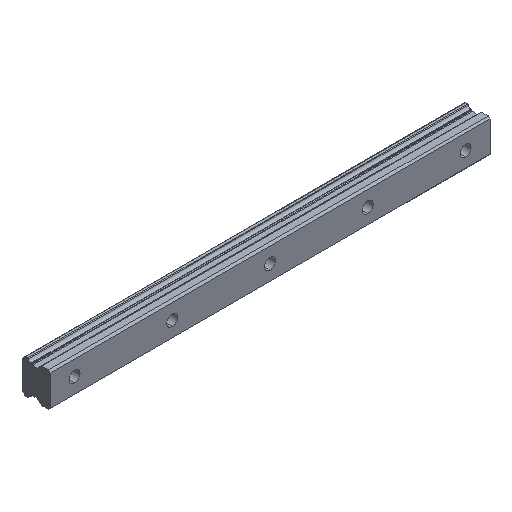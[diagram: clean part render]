
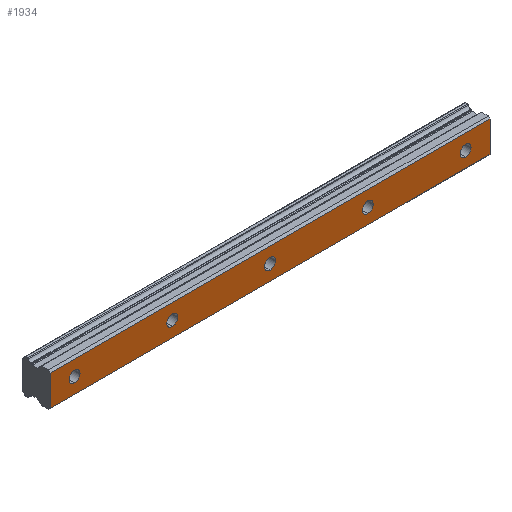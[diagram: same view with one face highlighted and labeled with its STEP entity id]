
A CAD part, isometric view. The second image highlights one B-rep face of the part: STEP entity #1934.
In plain terms, the highlighted planar face has unit normal (0, -1, 0).
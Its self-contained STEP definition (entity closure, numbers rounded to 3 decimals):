
#5 = CIRCLE ( 'NONE', #380, 4.5 ) ;
#19 = DIRECTION ( 'NONE',  ( 0., -1., 0. ) ) ;
#30 = DIRECTION ( 'NONE',  ( 0., 1., 0. ) ) ;
#38 = VERTEX_POINT ( 'NONE', #323 ) ;
#59 = CARTESIAN_POINT ( 'NONE',  ( -20., 0., -12.5 ) ) ;
#67 = CARTESIAN_POINT ( 'NONE',  ( -20., 0., 12.5 ) ) ;
#73 = EDGE_CURVE ( 'NONE', #120, #1760, #5, .T. ) ;
#78 = EDGE_CURVE ( 'NONE', #1760, #120, #436, .T. ) ;
#79 = VERTEX_POINT ( 'NONE', #2007 ) ;
#80 = CARTESIAN_POINT ( 'NONE',  ( 80., 0., -4.5 ) ) ;
#83 = VECTOR ( 'NONE', #1000, 1000. ) ;
#105 = EDGE_CURVE ( 'NONE', #1106, #1275, #1348, .T. ) ;
#118 = VERTEX_POINT ( 'NONE', #80 ) ;
#120 = VERTEX_POINT ( 'NONE', #406 ) ;
#138 = LINE ( 'NONE', #1222, #1861 ) ;
#209 = CARTESIAN_POINT ( 'NONE',  ( 320., 0., 0. ) ) ;
#234 = AXIS2_PLACEMENT_3D ( 'NONE', #1927, #1122, #327 ) ;
#277 = CARTESIAN_POINT ( 'NONE',  ( 80., 0., 0. ) ) ;
#283 = EDGE_LOOP ( 'NONE', ( #1148, #1227, #1583, #1378 ) ) ;
#323 = CARTESIAN_POINT ( 'NONE',  ( 320., 0., 4.5 ) ) ;
#327 = DIRECTION ( 'NONE',  ( 0., 0., 1. ) ) ;
#333 = FACE_BOUND ( 'NONE', #580, .T. ) ;
#345 = FACE_OUTER_BOUND ( 'NONE', #283, .T. ) ;
#362 = DIRECTION ( 'NONE',  ( 0., 0., 1. ) ) ;
#380 = AXIS2_PLACEMENT_3D ( 'NONE', #779, #815, #1094 ) ;
#402 = AXIS2_PLACEMENT_3D ( 'NONE', #1408, #19, #455 ) ;
#404 = DIRECTION ( 'NONE',  ( 0., 0., 1. ) ) ;
#406 = CARTESIAN_POINT ( 'NONE',  ( 0., 0., -4.5 ) ) ;
#416 = VERTEX_POINT ( 'NONE', #486 ) ;
#419 = DIRECTION ( 'NONE',  ( 0., 0., 1. ) ) ;
#424 = CARTESIAN_POINT ( 'NONE',  ( 0., 0., 0. ) ) ;
#429 = DIRECTION ( 'NONE',  ( 0., 0., 1. ) ) ;
#436 = CIRCLE ( 'NONE', #904, 4.5 ) ;
#444 = AXIS2_PLACEMENT_3D ( 'NONE', #1992, #1196, #404 ) ;
#455 = DIRECTION ( 'NONE',  ( 0., 0., 1. ) ) ;
#460 = DIRECTION ( 'NONE',  ( 0., -1., 0. ) ) ;
#486 = CARTESIAN_POINT ( 'NONE',  ( 80., 0., 4.5 ) ) ;
#495 = EDGE_LOOP ( 'NONE', ( #980, #1215 ) ) ;
#506 = CARTESIAN_POINT ( 'NONE',  ( 240., 0., -4.5 ) ) ;
#516 = CIRCLE ( 'NONE', #444, 4.5 ) ;
#517 = EDGE_CURVE ( 'NONE', #79, #1059, #516, .T. ) ;
#518 = DIRECTION ( 'NONE',  ( 0., -1., 0. ) ) ;
#523 = PLANE ( 'NONE',  #1635 ) ;
#531 = FACE_BOUND ( 'NONE', #791, .T. ) ;
#534 = CIRCLE ( 'NONE', #1007, 4.5 ) ;
#580 = EDGE_LOOP ( 'NONE', ( #1476, #1376 ) ) ;
#588 = AXIS2_PLACEMENT_3D ( 'NONE', #614, #1255, #1896 ) ;
#603 = DIRECTION ( 'NONE',  ( 0., -1., 0. ) ) ;
#609 = EDGE_CURVE ( 'NONE', #1275, #1179, #138, .T. ) ;
#614 = CARTESIAN_POINT ( 'NONE',  ( 240., 0., 0. ) ) ;
#638 = EDGE_CURVE ( 'NONE', #416, #118, #890, .T. ) ;
#643 = DIRECTION ( 'NONE',  ( 0., 0., 1. ) ) ;
#663 = EDGE_CURVE ( 'NONE', #1544, #1106, #1080, .T. ) ;
#677 = LINE ( 'NONE', #1835, #83 ) ;
#701 = DIRECTION ( 'NONE',  ( 0., -1., 0. ) ) ;
#739 = VECTOR ( 'NONE', #1986, 1000. ) ;
#741 = DIRECTION ( 'NONE',  ( 0., -1., 0. ) ) ;
#751 = EDGE_CURVE ( 'NONE', #1059, #79, #1058, .T. ) ;
#759 = ORIENTED_EDGE ( 'NONE', *, *, #1846, .F. ) ;
#762 = EDGE_CURVE ( 'NONE', #118, #416, #1257, .T. ) ;
#779 = CARTESIAN_POINT ( 'NONE',  ( 0., 0., 0. ) ) ;
#791 = EDGE_LOOP ( 'NONE', ( #759, #911 ) ) ;
#815 = DIRECTION ( 'NONE',  ( 0., -1., 0. ) ) ;
#823 = CARTESIAN_POINT ( 'NONE',  ( 340., 0., 12.5 ) ) ;
#844 = EDGE_CURVE ( 'NONE', #1338, #1336, #1129, .T. ) ;
#857 = VERTEX_POINT ( 'NONE', #1303 ) ;
#890 = CIRCLE ( 'NONE', #1329, 4.5 ) ;
#904 = AXIS2_PLACEMENT_3D ( 'NONE', #424, #701, #1061 ) ;
#911 = ORIENTED_EDGE ( 'NONE', *, *, #844, .F. ) ;
#929 = CARTESIAN_POINT ( 'NONE',  ( 160., 0., -4.5 ) ) ;
#980 = ORIENTED_EDGE ( 'NONE', *, *, #517, .F. ) ;
#1000 = DIRECTION ( 'NONE',  ( 0., 0., -1. ) ) ;
#1007 = AXIS2_PLACEMENT_3D ( 'NONE', #1205, #603, #419 ) ;
#1058 = CIRCLE ( 'NONE', #588, 4.5 ) ;
#1059 = VERTEX_POINT ( 'NONE', #506 ) ;
#1061 = DIRECTION ( 'NONE',  ( 0., 0., 1. ) ) ;
#1073 = EDGE_CURVE ( 'NONE', #1179, #1544, #677, .T. ) ;
#1080 = LINE ( 'NONE', #1422, #1223 ) ;
#1085 = CARTESIAN_POINT ( 'NONE',  ( 0., 0., 4.5 ) ) ;
#1094 = DIRECTION ( 'NONE',  ( 0., 0., 1. ) ) ;
#1101 = EDGE_CURVE ( 'NONE', #857, #38, #1685, .T. ) ;
#1106 = VERTEX_POINT ( 'NONE', #59 ) ;
#1122 = DIRECTION ( 'NONE',  ( 0., -1., 0. ) ) ;
#1128 = FACE_BOUND ( 'NONE', #495, .T. ) ;
#1129 = CIRCLE ( 'NONE', #234, 4.5 ) ;
#1141 = FACE_BOUND ( 'NONE', #1390, .T. ) ;
#1148 = ORIENTED_EDGE ( 'NONE', *, *, #663, .F. ) ;
#1179 = VERTEX_POINT ( 'NONE', #1979 ) ;
#1196 = DIRECTION ( 'NONE',  ( 0., -1., 0. ) ) ;
#1205 = CARTESIAN_POINT ( 'NONE',  ( 320., 0., 0. ) ) ;
#1215 = ORIENTED_EDGE ( 'NONE', *, *, #751, .F. ) ;
#1222 = CARTESIAN_POINT ( 'NONE',  ( 340., 0., 12.5 ) ) ;
#1223 = VECTOR ( 'NONE', #1720, 1000. ) ;
#1224 = EDGE_CURVE ( 'NONE', #38, #857, #534, .T. ) ;
#1227 = ORIENTED_EDGE ( 'NONE', *, *, #1073, .F. ) ;
#1248 = AXIS2_PLACEMENT_3D ( 'NONE', #209, #518, #362 ) ;
#1255 = DIRECTION ( 'NONE',  ( 0., -1., 0. ) ) ;
#1257 = CIRCLE ( 'NONE', #1929, 4.5 ) ;
#1261 = ORIENTED_EDGE ( 'NONE', *, *, #78, .F. ) ;
#1268 = DIRECTION ( 'NONE',  ( 0., 0., 1. ) ) ;
#1275 = VERTEX_POINT ( 'NONE', #1845 ) ;
#1303 = CARTESIAN_POINT ( 'NONE',  ( 320., 0., -4.5 ) ) ;
#1329 = AXIS2_PLACEMENT_3D ( 'NONE', #277, #460, #429 ) ;
#1336 = VERTEX_POINT ( 'NONE', #1719 ) ;
#1338 = VERTEX_POINT ( 'NONE', #929 ) ;
#1348 = LINE ( 'NONE', #67, #739 ) ;
#1376 = ORIENTED_EDGE ( 'NONE', *, *, #1101, .F. ) ;
#1378 = ORIENTED_EDGE ( 'NONE', *, *, #105, .F. ) ;
#1389 = EDGE_LOOP ( 'NONE', ( #1888, #1730 ) ) ;
#1390 = EDGE_LOOP ( 'NONE', ( #1261, #1536 ) ) ;
#1399 = CIRCLE ( 'NONE', #402, 4.5 ) ;
#1408 = CARTESIAN_POINT ( 'NONE',  ( 160., 0., 0. ) ) ;
#1422 = CARTESIAN_POINT ( 'NONE',  ( 340., 0., -12.5 ) ) ;
#1476 = ORIENTED_EDGE ( 'NONE', *, *, #1224, .F. ) ;
#1536 = ORIENTED_EDGE ( 'NONE', *, *, #73, .F. ) ;
#1544 = VERTEX_POINT ( 'NONE', #1825 ) ;
#1578 = CARTESIAN_POINT ( 'NONE',  ( 80., 0., 0. ) ) ;
#1583 = ORIENTED_EDGE ( 'NONE', *, *, #609, .F. ) ;
#1605 = FACE_BOUND ( 'NONE', #1389, .T. ) ;
#1635 = AXIS2_PLACEMENT_3D ( 'NONE', #823, #30, #643 ) ;
#1685 = CIRCLE ( 'NONE', #1248, 4.5 ) ;
#1719 = CARTESIAN_POINT ( 'NONE',  ( 160., 0., 4.5 ) ) ;
#1720 = DIRECTION ( 'NONE',  ( -1., 0., 0. ) ) ;
#1730 = ORIENTED_EDGE ( 'NONE', *, *, #762, .F. ) ;
#1760 = VERTEX_POINT ( 'NONE', #1085 ) ;
#1825 = CARTESIAN_POINT ( 'NONE',  ( 340., 0., -12.5 ) ) ;
#1835 = CARTESIAN_POINT ( 'NONE',  ( 340., 0., 12.5 ) ) ;
#1845 = CARTESIAN_POINT ( 'NONE',  ( -20., 0., 12.5 ) ) ;
#1846 = EDGE_CURVE ( 'NONE', #1336, #1338, #1399, .T. ) ;
#1861 = VECTOR ( 'NONE', #2044, 1000. ) ;
#1888 = ORIENTED_EDGE ( 'NONE', *, *, #638, .F. ) ;
#1896 = DIRECTION ( 'NONE',  ( 0., 0., 1. ) ) ;
#1927 = CARTESIAN_POINT ( 'NONE',  ( 160., 0., 0. ) ) ;
#1929 = AXIS2_PLACEMENT_3D ( 'NONE', #1578, #741, #1268 ) ;
#1934 = ADVANCED_FACE ( 'NONE', ( #345, #1141, #333, #1128, #531, #1605 ), #523, .F. ) ;
#1979 = CARTESIAN_POINT ( 'NONE',  ( 340., 0., 12.5 ) ) ;
#1986 = DIRECTION ( 'NONE',  ( 0., 0., 1. ) ) ;
#1992 = CARTESIAN_POINT ( 'NONE',  ( 240., 0., 0. ) ) ;
#2007 = CARTESIAN_POINT ( 'NONE',  ( 240., 0., 4.5 ) ) ;
#2044 = DIRECTION ( 'NONE',  ( 1., 0., 0. ) ) ;
